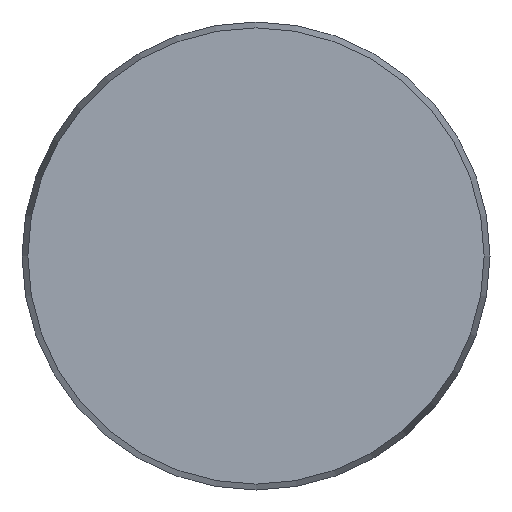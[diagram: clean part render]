
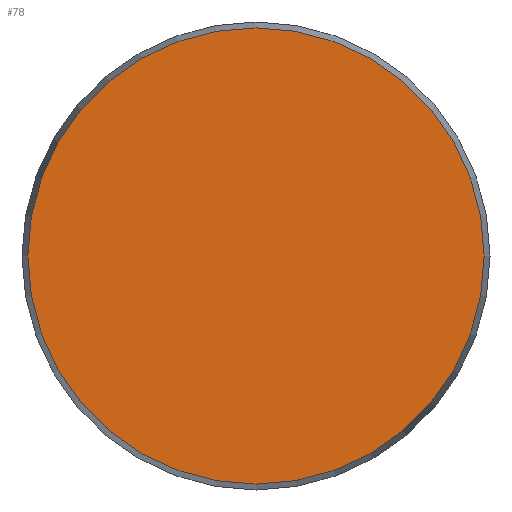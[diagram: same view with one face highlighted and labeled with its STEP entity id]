
A CAD part, front view. The second image highlights one B-rep face of the part: STEP entity #78.
In plain terms, the highlighted planar face has unit normal (0, -1, 0).
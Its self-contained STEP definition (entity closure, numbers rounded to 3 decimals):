
#78 = ADVANCED_FACE( '', ( #193 ), #194, .F. );
#193 = FACE_OUTER_BOUND( '', #388, .T. );
#194 = PLANE( '', #389 );
#388 = EDGE_LOOP( '', ( #588 ) );
#389 = AXIS2_PLACEMENT_3D( '', #589, #590, #591 );
#588 = ORIENTED_EDGE( '', *, *, #927, .T. );
#589 = CARTESIAN_POINT( '', ( 58.5, 0., 0. ) );
#590 = DIRECTION( '', ( 0., 1., 0. ) );
#591 = DIRECTION( '', ( 0., 0., 1. ) );
#927 = EDGE_CURVE( '', #1070, #1070, #1071, .T. );
#1070 = VERTEX_POINT( '', #1266 );
#1071 = CIRCLE( '', #1267, 58.5 );
#1266 = CARTESIAN_POINT( '', ( 0., 0., -58.5 ) );
#1267 = AXIS2_PLACEMENT_3D( '', #1637, #1638, #1639 );
#1637 = CARTESIAN_POINT( '', ( 0., 0., 0. ) );
#1638 = DIRECTION( '', ( 0., -1., 0. ) );
#1639 = DIRECTION( '', ( 0., 0., -1. ) );
